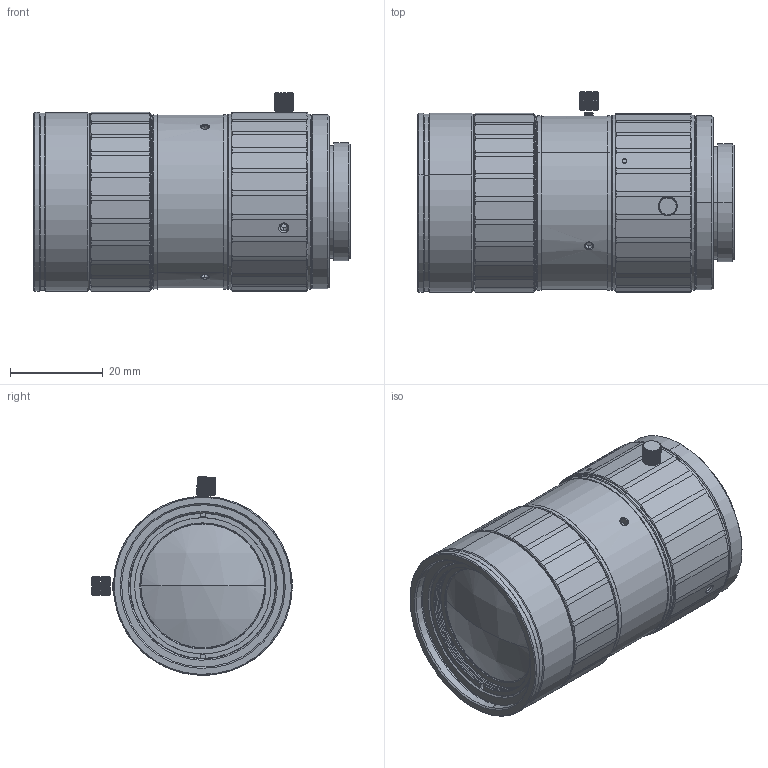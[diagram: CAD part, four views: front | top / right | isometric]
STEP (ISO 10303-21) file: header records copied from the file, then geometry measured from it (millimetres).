
FILE_DESCRIPTION (( 'STEP AP203' ), '1' );
FILE_NAME ('QM990018120軞蚾.STEP', '2022-05-20T01:12:57', ( '' ), ( '' ), 'SwSTEP 2.0', 'SolidWorks 2018', '' );
FILE_SCHEMA (( 'CONFIG_CONTROL_DESIGN' ));
Length unit declared in the file: millimetre
Products named in the file (1): QM990018120軞蚾
Bounding box: 68.2 x 43.25 x 42.85 mm (x, y, z)
Surface area: 14256.9 mm2 (no closed solid volume)
Topology: 0 solids, 21 shells, 625 faces, 2222 edges, 1548 vertices
Faces by surface type: plane 286, cylinder 223, cone 94, bspline 12, torus 6, sphere 4
Entity records: 26955 total; most frequent: CARTESIAN_POINT 9547, ORIENTED_EDGE 3766, DIRECTION 3115, EDGE_CURVE 2222, VERTEX_POINT 1548, AXIS2_PLACEMENT_3D 1228, B_SPLINE_CURVE_WITH_KNOTS 936, VECTOR 659
